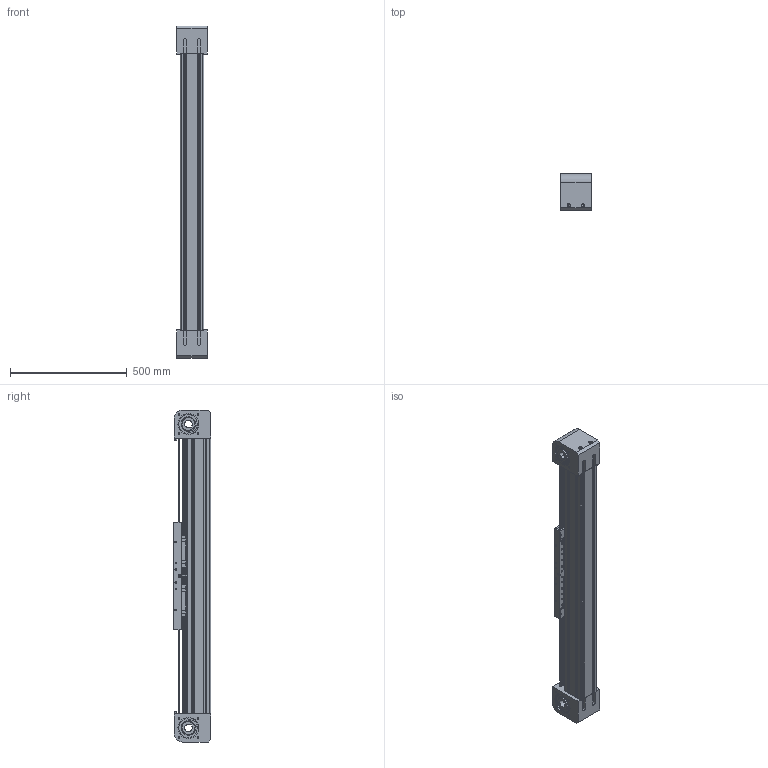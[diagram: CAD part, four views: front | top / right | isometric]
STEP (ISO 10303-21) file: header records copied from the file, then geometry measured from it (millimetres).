
FILE_DESCRIPTION (( 'STEP AP214' ), '1' );
FILE_NAME ('BLM100-700.STEP', '2022-12-14T13:05:05', ( '' ), ( '' ), 'SwSTEP 2.0', 'SolidWorks 2022', '' );
FILE_SCHEMA (( 'AUTOMOTIVE_DESIGN' ));
Length unit declared in the file: millimetre
Products named in the file (1): BLM100-700
Bounding box: 130 x 159 x 1420 mm (x, y, z)
Volume: 16777998.1 mm3; surface area: 2019541.8 mm2
Topology: 49 solids, 57 shells, 3673 faces, 10038 edges, 6529 vertices
Faces by surface type: plane 1855, cylinder 1470, torus 168, sphere 100, cone 56, bspline 24
Entity records: 163002 total; most frequent: CARTESIAN_POINT 27001, DIRECTION 20485, ORIENTED_EDGE 19580, EDGE_CURVE 9790, AXIS2_PLACEMENT_3D 7287, VERTEX_POINT 6393, LINE 5911, VECTOR 5911
